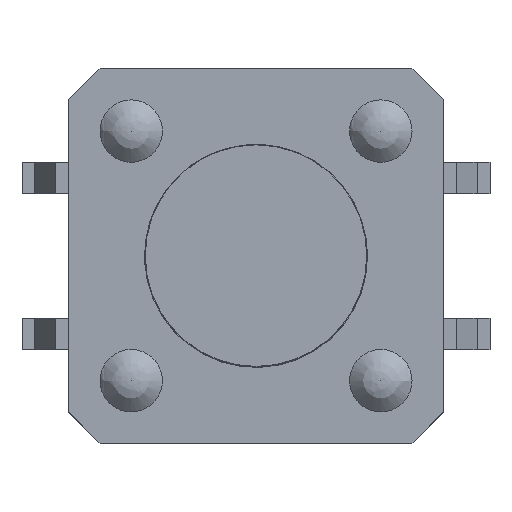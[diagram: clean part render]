
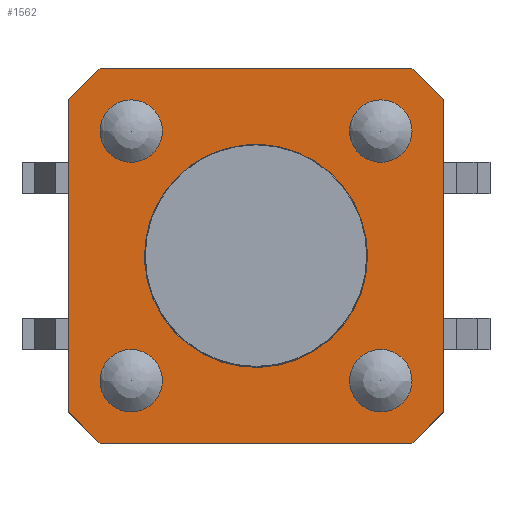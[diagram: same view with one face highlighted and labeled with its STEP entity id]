
A CAD part, top view. The second image highlights one B-rep face of the part: STEP entity #1562.
In plain terms, the highlighted planar face has unit normal (0, 0, 1).
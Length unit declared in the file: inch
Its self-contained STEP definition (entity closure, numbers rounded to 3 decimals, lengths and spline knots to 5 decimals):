
#1219=CARTESIAN_POINT('',(-0.84618,0.19991,0.1378));
#1220=VERTEX_POINT('',#1219);
#1221=CARTESIAN_POINT('',(-0.98693,0.19991,0.1378));
#1222=DIRECTION('',(0.0,0.0,-1.0));
#1223=DIRECTION('',(-1.0,0.0,0.0));
#1224=AXIS2_PLACEMENT_3D('',#1221,#1222,#1223);
#1225=CIRCLE('',#1224,0.14075);
#1226=EDGE_CURVE('',#1220,#1220,#1225,.T.);
#1444=CARTESIAN_POINT('',(-1.24677,-0.05993,0.1378));
#1445=DIRECTION('',(0.0,0.0,1.0));
#1446=DIRECTION('',(1.0,0.0,0.0));
#1447=AXIS2_PLACEMENT_3D('',#1444,#1445,#1446);
#1448=PLANE('',#1447);
#1449=CARTESIAN_POINT('',(-1.18378,0.43613,0.1378));
#1450=VERTEX_POINT('',#1449);
#1451=CARTESIAN_POINT('',(-0.79008,0.43613,0.1378));
#1452=VERTEX_POINT('',#1451);
#1453=CARTESIAN_POINT('',(-1.18378,0.43613,0.1378));
#1454=DIRECTION('',(1.0,0.0,0.0));
#1455=VECTOR('',#1454,0.3937);
#1456=LINE('',#1453,#1455);
#1457=EDGE_CURVE('',#1450,#1452,#1456,.T.);
#1458=ORIENTED_EDGE('',*,*,#1457,.F.);
#1459=CARTESIAN_POINT('',(-1.22315,0.39676,0.1378));
#1460=VERTEX_POINT('',#1459);
#1461=CARTESIAN_POINT('',(-1.22315,0.39676,0.1378));
#1462=DIRECTION('',(0.707,0.707,0.0));
#1463=VECTOR('',#1462,0.05568);
#1464=LINE('',#1461,#1463);
#1465=EDGE_CURVE('',#1460,#1450,#1464,.T.);
#1466=ORIENTED_EDGE('',*,*,#1465,.F.);
#1467=CARTESIAN_POINT('',(-1.22315,0.00306,0.1378));
#1468=VERTEX_POINT('',#1467);
#1469=CARTESIAN_POINT('',(-1.22315,0.00306,0.1378));
#1470=DIRECTION('',(0.0,1.0,0.0));
#1471=VECTOR('',#1470,0.3937);
#1472=LINE('',#1469,#1471);
#1473=EDGE_CURVE('',#1468,#1460,#1472,.T.);
#1474=ORIENTED_EDGE('',*,*,#1473,.F.);
#1475=CARTESIAN_POINT('',(-1.18378,-0.03631,0.1378));
#1476=VERTEX_POINT('',#1475);
#1477=CARTESIAN_POINT('',(-1.18378,-0.03631,0.1378));
#1478=DIRECTION('',(-0.707,0.707,0.0));
#1479=VECTOR('',#1478,0.05568);
#1480=LINE('',#1477,#1479);
#1481=EDGE_CURVE('',#1476,#1468,#1480,.T.);
#1482=ORIENTED_EDGE('',*,*,#1481,.F.);
#1483=CARTESIAN_POINT('',(-0.79008,-0.03631,0.1378));
#1484=VERTEX_POINT('',#1483);
#1485=CARTESIAN_POINT('',(-0.79008,-0.03631,0.1378));
#1486=DIRECTION('',(-1.0,0.0,0.0));
#1487=VECTOR('',#1486,0.3937);
#1488=LINE('',#1485,#1487);
#1489=EDGE_CURVE('',#1484,#1476,#1488,.T.);
#1490=ORIENTED_EDGE('',*,*,#1489,.F.);
#1491=CARTESIAN_POINT('',(-0.75071,0.00306,0.1378));
#1492=VERTEX_POINT('',#1491);
#1493=CARTESIAN_POINT('',(-0.75071,0.00306,0.1378));
#1494=DIRECTION('',(-0.707,-0.707,0.0));
#1495=VECTOR('',#1494,0.05568);
#1496=LINE('',#1493,#1495);
#1497=EDGE_CURVE('',#1492,#1484,#1496,.T.);
#1498=ORIENTED_EDGE('',*,*,#1497,.F.);
#1499=CARTESIAN_POINT('',(-0.75071,0.39676,0.1378));
#1500=VERTEX_POINT('',#1499);
#1501=CARTESIAN_POINT('',(-0.75071,0.39676,0.1378));
#1502=DIRECTION('',(0.0,-1.0,0.0));
#1503=VECTOR('',#1502,0.3937);
#1504=LINE('',#1501,#1503);
#1505=EDGE_CURVE('',#1500,#1492,#1504,.T.);
#1506=ORIENTED_EDGE('',*,*,#1505,.F.);
#1507=CARTESIAN_POINT('',(-0.79008,0.43613,0.1378));
#1508=DIRECTION('',(0.707,-0.707,0.0));
#1509=VECTOR('',#1508,0.05568);
#1510=LINE('',#1507,#1509);
#1511=EDGE_CURVE('',#1452,#1500,#1510,.T.);
#1512=ORIENTED_EDGE('',*,*,#1511,.F.);
#1513=EDGE_LOOP('',(#1458,#1466,#1474,#1482,#1490,#1498,#1506,#1512));
#1514=FACE_OUTER_BOUND('',#1513,.T.);
#1515=ORIENTED_EDGE('',*,*,#1226,.T.);
#1516=EDGE_LOOP('',(#1515));
#1517=FACE_BOUND('',#1516,.T.);
#1518=CARTESIAN_POINT('',(-1.10504,0.35739,0.1378));
#1519=VERTEX_POINT('',#1518);
#1520=CARTESIAN_POINT('',(-1.14441,0.35739,0.1378));
#1521=DIRECTION('',(0.0,0.0,1.0));
#1522=DIRECTION('',(1.0,0.0,0.0));
#1523=AXIS2_PLACEMENT_3D('',#1520,#1521,#1522);
#1524=CIRCLE('',#1523,0.03937);
#1525=EDGE_CURVE('',#1519,#1519,#1524,.T.);
#1526=ORIENTED_EDGE('',*,*,#1525,.F.);
#1527=EDGE_LOOP('',(#1526));
#1528=FACE_BOUND('',#1527,.T.);
#1529=CARTESIAN_POINT('',(-0.79008,0.35739,0.1378));
#1530=VERTEX_POINT('',#1529);
#1531=CARTESIAN_POINT('',(-0.82945,0.35739,0.1378));
#1532=DIRECTION('',(0.0,0.0,1.0));
#1533=DIRECTION('',(1.0,0.0,0.0));
#1534=AXIS2_PLACEMENT_3D('',#1531,#1532,#1533);
#1535=CIRCLE('',#1534,0.03937);
#1536=EDGE_CURVE('',#1530,#1530,#1535,.T.);
#1537=ORIENTED_EDGE('',*,*,#1536,.F.);
#1538=EDGE_LOOP('',(#1537));
#1539=FACE_BOUND('',#1538,.T.);
#1540=CARTESIAN_POINT('',(-0.86882,0.04243,0.1378));
#1541=VERTEX_POINT('',#1540);
#1542=CARTESIAN_POINT('',(-0.82945,0.04243,0.1378));
#1543=DIRECTION('',(0.0,0.0,-1.0));
#1544=DIRECTION('',(-1.0,0.0,0.0));
#1545=AXIS2_PLACEMENT_3D('',#1542,#1543,#1544);
#1546=CIRCLE('',#1545,0.03937);
#1547=EDGE_CURVE('',#1541,#1541,#1546,.T.);
#1548=ORIENTED_EDGE('',*,*,#1547,.T.);
#1549=EDGE_LOOP('',(#1548));
#1550=FACE_BOUND('',#1549,.T.);
#1551=CARTESIAN_POINT('',(-1.10504,0.04243,0.1378));
#1552=VERTEX_POINT('',#1551);
#1553=CARTESIAN_POINT('',(-1.14441,0.04243,0.1378));
#1554=DIRECTION('',(0.0,0.0,1.0));
#1555=DIRECTION('',(1.0,0.0,0.0));
#1556=AXIS2_PLACEMENT_3D('',#1553,#1554,#1555);
#1557=CIRCLE('',#1556,0.03937);
#1558=EDGE_CURVE('',#1552,#1552,#1557,.T.);
#1559=ORIENTED_EDGE('',*,*,#1558,.F.);
#1560=EDGE_LOOP('',(#1559));
#1561=FACE_BOUND('',#1560,.T.);
#1562=ADVANCED_FACE('',(#1514,#1517,#1528,#1539,#1550,#1561),#1448,.T.);
